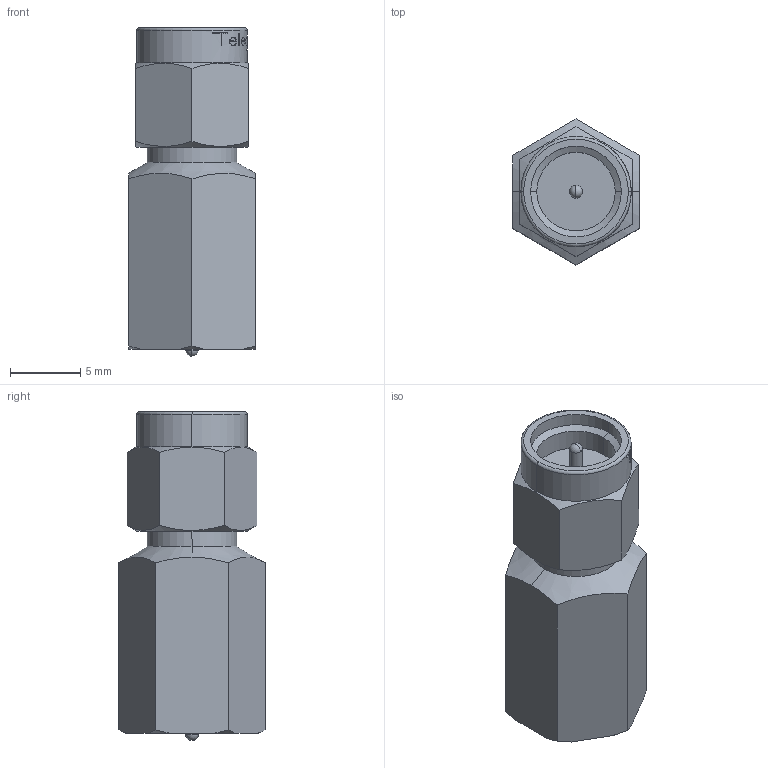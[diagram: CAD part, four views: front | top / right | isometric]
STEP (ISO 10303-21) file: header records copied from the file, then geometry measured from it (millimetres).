
FILE_DESCRIPTION (( 'STEP AP214' ), '1' );
FILE_NAME ('J01703A0009.STEP', '2013-04-18T13:58:22', ( 'Wartung1' ), ( '' ), 'SwSTEP 2.0', 'SolidWorks 2012', '' );
FILE_SCHEMA (( 'AUTOMOTIVE_DESIGN' ));
Length unit declared in the file: millimetre
Products named in the file (1): J01703A0009
Bounding box: 9 x 10.39 x 23.4 mm (x, y, z)
Volume: 1132.6 mm3; surface area: 991.5 mm2
Topology: 1 solids, 1 shells, 340 faces, 939 edges, 620 vertices
Faces by surface type: plane 282, cylinder 36, cone 16, sphere 4, torus 2
Entity records: 14583 total; most frequent: CARTESIAN_POINT 3048, ORIENTED_EDGE 1870, DIRECTION 1421, EDGE_CURVE 935, VERTEX_POINT 620, AXIS2_PLACEMENT_3D 505, VECTOR 411, LINE 411
